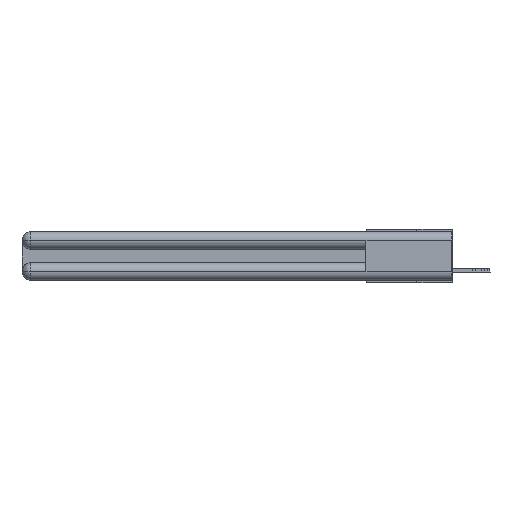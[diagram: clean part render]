
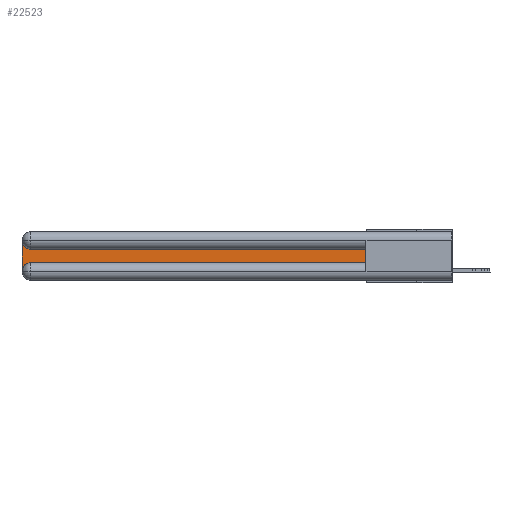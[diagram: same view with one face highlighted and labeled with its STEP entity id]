
A CAD part, left-side view. The second image highlights one B-rep face of the part: STEP entity #22523.
In plain terms, the highlighted planar face has unit normal (-1, 0, 0).
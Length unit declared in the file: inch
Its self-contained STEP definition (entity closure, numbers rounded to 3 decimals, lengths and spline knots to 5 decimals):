
#278 = CARTESIAN_POINT ( 'NONE',  ( 0.075, 3., -0.0625 ) ) ;
#680 = CARTESIAN_POINT ( 'NONE',  ( 0.075, 2.94, -0.2775 ) ) ;
#802 = FACE_OUTER_BOUND ( 'NONE', #23078, .T. ) ;
#1324 = CARTESIAN_POINT ( 'NONE',  ( 0.075, 2.94, -0.1225 ) ) ;
#1548 = VERTEX_POINT ( 'NONE', #13952 ) ;
#2556 = DIRECTION ( 'NONE',  ( 0., 0., 1. ) ) ;
#3432 = CARTESIAN_POINT ( 'NONE',  ( 0.075, 2.94, -0.2175 ) ) ;
#3498 = ORIENTED_EDGE ( 'NONE', *, *, #28099, .T. ) ;
#5179 = LINE ( 'NONE', #24471, #21190 ) ;
#6100 = AXIS2_PLACEMENT_3D ( 'NONE', #23988, #7826, #17062 ) ;
#6231 = EDGE_CURVE ( 'NONE', #28801, #17251, #15145, .T. ) ;
#6757 = CARTESIAN_POINT ( 'NONE',  ( 0.075, 0.6, -0.2175 ) ) ;
#6950 = EDGE_CURVE ( 'NONE', #1548, #23158, #5179, .T. ) ;
#7536 = AXIS2_PLACEMENT_3D ( 'NONE', #24142, #29136, #28913 ) ;
#7545 = ORIENTED_EDGE ( 'NONE', *, *, #6231, .T. ) ;
#7826 = DIRECTION ( 'NONE',  ( 1., 0., 0. ) ) ;
#8192 = EDGE_CURVE ( 'NONE', #21969, #28949, #20106, .T. ) ;
#8311 = DIRECTION ( 'NONE',  ( 0., 1., 0. ) ) ;
#10065 = VECTOR ( 'NONE', #2556, 39.37008 ) ;
#10343 = ORIENTED_EDGE ( 'NONE', *, *, #17576, .T. ) ;
#11011 = CARTESIAN_POINT ( 'NONE',  ( 0.075, 0.6, -0.2175 ) ) ;
#11500 = CARTESIAN_POINT ( 'NONE',  ( 0.075, 3., -0.2775 ) ) ;
#12571 = PLANE ( 'NONE',  #6100 ) ;
#13952 = CARTESIAN_POINT ( 'NONE',  ( 0.075, 0.6, -0.1225 ) ) ;
#15145 = LINE ( 'NONE', #25666, #20898 ) ;
#15996 = DIRECTION ( 'NONE',  ( 0., -1., 0. ) ) ;
#16535 = DIRECTION ( 'NONE',  ( 1., 0., 0. ) ) ;
#17062 = DIRECTION ( 'NONE',  ( 0., 0., -1. ) ) ;
#17251 = VERTEX_POINT ( 'NONE', #11500 ) ;
#17576 = EDGE_CURVE ( 'NONE', #23158, #28801, #27841, .T. ) ;
#18172 = ORIENTED_EDGE ( 'NONE', *, *, #23403, .T. ) ;
#20106 = LINE ( 'NONE', #11011, #25097 ) ;
#20461 = LINE ( 'NONE', #6757, #10065 ) ;
#20898 = VECTOR ( 'NONE', #25754, 39.37008 ) ;
#21190 = VECTOR ( 'NONE', #8311, 39.37008 ) ;
#21255 = DIRECTION ( 'NONE',  ( 0., 0., -1. ) ) ;
#21969 = VERTEX_POINT ( 'NONE', #3432 ) ;
#22523 = ADVANCED_FACE ( 'NONE', ( #802 ), #12571, .F. ) ;
#22691 = CIRCLE ( 'NONE', #24526, 0.06 ) ;
#22973 = CARTESIAN_POINT ( 'NONE',  ( 0.075, 0.6, -0.2175 ) ) ;
#23078 = EDGE_LOOP ( 'NONE', ( #28422, #10343, #7545, #3498, #27014, #18172 ) ) ;
#23158 = VERTEX_POINT ( 'NONE', #1324 ) ;
#23403 = EDGE_CURVE ( 'NONE', #28949, #1548, #20461, .T. ) ;
#23988 = CARTESIAN_POINT ( 'NONE',  ( 0.075, 3., -0.1225 ) ) ;
#24142 = CARTESIAN_POINT ( 'NONE',  ( 0.075, 2.94, -0.0625 ) ) ;
#24471 = CARTESIAN_POINT ( 'NONE',  ( 0.075, 0.6, -0.1225 ) ) ;
#24526 = AXIS2_PLACEMENT_3D ( 'NONE', #680, #16535, #21255 ) ;
#25097 = VECTOR ( 'NONE', #15996, 39.37008 ) ;
#25666 = CARTESIAN_POINT ( 'NONE',  ( 0.075, 3., -0.2175 ) ) ;
#25754 = DIRECTION ( 'NONE',  ( 0., 0., -1. ) ) ;
#27014 = ORIENTED_EDGE ( 'NONE', *, *, #8192, .T. ) ;
#27841 = CIRCLE ( 'NONE', #7536, 0.06 ) ;
#28099 = EDGE_CURVE ( 'NONE', #17251, #21969, #22691, .T. ) ;
#28422 = ORIENTED_EDGE ( 'NONE', *, *, #6950, .T. ) ;
#28801 = VERTEX_POINT ( 'NONE', #278 ) ;
#28913 = DIRECTION ( 'NONE',  ( 0., 0., -1. ) ) ;
#28949 = VERTEX_POINT ( 'NONE', #22973 ) ;
#29136 = DIRECTION ( 'NONE',  ( 1., 0., 0. ) ) ;
